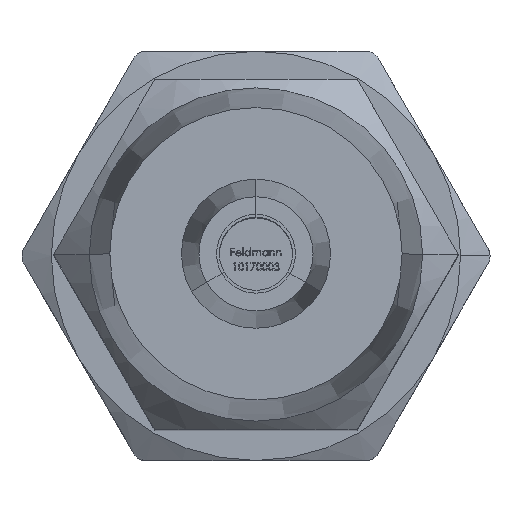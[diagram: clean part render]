
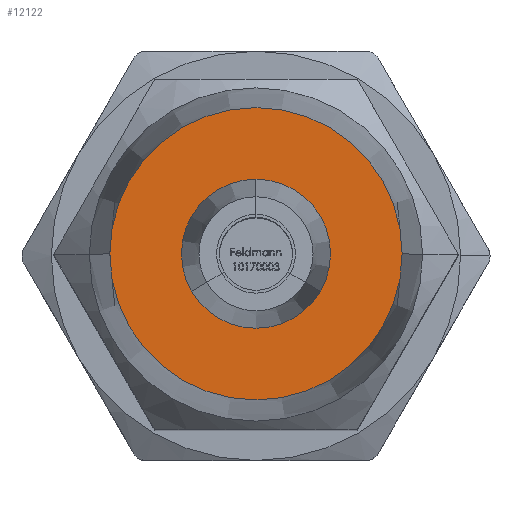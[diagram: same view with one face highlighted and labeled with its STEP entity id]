
A CAD part, top view. The second image highlights one B-rep face of the part: STEP entity #12122.
In plain terms, the highlighted planar face has unit normal (0, 0, 1).
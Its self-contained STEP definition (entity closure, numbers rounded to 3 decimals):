
#144 = FACE_OUTER_BOUND ( 'NONE', #9055, .T. ) ;
#197 = ORIENTED_EDGE ( 'NONE', *, *, #15951, .T. ) ;
#702 = EDGE_CURVE ( 'NONE', #14449, #10683, #9870, .T. ) ;
#1120 = DIRECTION ( 'NONE',  ( -1., 0., 0. ) ) ;
#1124 = CARTESIAN_POINT ( 'NONE',  ( 5., 0., 30.5 ) ) ;
#2194 = CARTESIAN_POINT ( 'NONE',  ( 0., 0., 30.5 ) ) ;
#2732 = ORIENTED_EDGE ( 'NONE', *, *, #4879, .F. ) ;
#4493 = DIRECTION ( 'NONE',  ( 0., 0., -1. ) ) ;
#4879 = EDGE_CURVE ( 'NONE', #10683, #14449, #14775, .T. ) ;
#5083 = CARTESIAN_POINT ( 'NONE',  ( 2.55, 0., 30.5 ) ) ;
#6628 = CIRCLE ( 'NONE', #16678, 2.55 ) ;
#7495 = AXIS2_PLACEMENT_3D ( 'NONE', #9459, #15010, #8107 ) ;
#7963 = EDGE_CURVE ( 'NONE', #14227, #16225, #6628, .T. ) ;
#8001 = DIRECTION ( 'NONE',  ( 0., 0., -1. ) ) ;
#8107 = DIRECTION ( 'NONE',  ( -1., 0., 0. ) ) ;
#8592 = AXIS2_PLACEMENT_3D ( 'NONE', #15400, #4493, #14119 ) ;
#9055 = EDGE_LOOP ( 'NONE', ( #2732, #15302 ) ) ;
#9213 = AXIS2_PLACEMENT_3D ( 'NONE', #17036, #12811, #14327 ) ;
#9414 = DIRECTION ( 'NONE',  ( -1., 0., 0. ) ) ;
#9459 = CARTESIAN_POINT ( 'NONE',  ( 0., 0., 30.5 ) ) ;
#9636 = ORIENTED_EDGE ( 'NONE', *, *, #7963, .T. ) ;
#9724 = CARTESIAN_POINT ( 'NONE',  ( 5., 0., 30.5 ) ) ;
#9870 = CIRCLE ( 'NONE', #8592, 5. ) ;
#10654 = CARTESIAN_POINT ( 'NONE',  ( -5., 0., 30.5 ) ) ;
#10683 = VERTEX_POINT ( 'NONE', #10654 ) ;
#11807 = DIRECTION ( 'NONE',  ( 0., 0., -1. ) ) ;
#12122 = ADVANCED_FACE ( 'NONE', ( #144, #17700 ), #13645, .F. ) ;
#12811 = DIRECTION ( 'NONE',  ( 0., 0., -1. ) ) ;
#13380 = EDGE_LOOP ( 'NONE', ( #197, #9636 ) ) ;
#13645 = PLANE ( 'NONE',  #15205 ) ;
#14119 = DIRECTION ( 'NONE',  ( -1., 0., 0. ) ) ;
#14227 = VERTEX_POINT ( 'NONE', #5083 ) ;
#14327 = DIRECTION ( 'NONE',  ( -1., 0., 0. ) ) ;
#14449 = VERTEX_POINT ( 'NONE', #9724 ) ;
#14775 = CIRCLE ( 'NONE', #7495, 5. ) ;
#15010 = DIRECTION ( 'NONE',  ( 0., 0., -1. ) ) ;
#15205 = AXIS2_PLACEMENT_3D ( 'NONE', #1124, #8001, #9414 ) ;
#15302 = ORIENTED_EDGE ( 'NONE', *, *, #702, .F. ) ;
#15400 = CARTESIAN_POINT ( 'NONE',  ( 0., 0., 30.5 ) ) ;
#15951 = EDGE_CURVE ( 'NONE', #16225, #14227, #16270, .T. ) ;
#16198 = CARTESIAN_POINT ( 'NONE',  ( -2.55, 0., 30.5 ) ) ;
#16225 = VERTEX_POINT ( 'NONE', #16198 ) ;
#16270 = CIRCLE ( 'NONE', #9213, 2.55 ) ;
#16678 = AXIS2_PLACEMENT_3D ( 'NONE', #2194, #11807, #1120 ) ;
#17036 = CARTESIAN_POINT ( 'NONE',  ( 0., 0., 30.5 ) ) ;
#17700 = FACE_BOUND ( 'NONE', #13380, .T. ) ;
